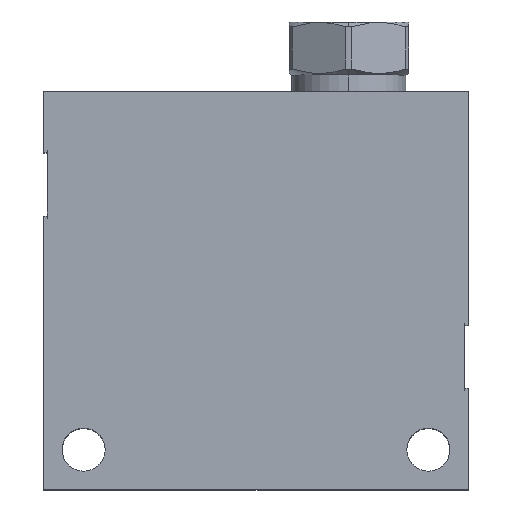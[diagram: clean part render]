
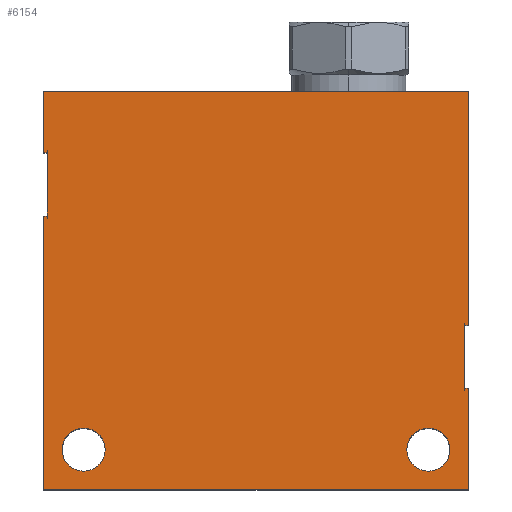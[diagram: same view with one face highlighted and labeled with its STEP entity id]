
A CAD part, top view. The second image highlights one B-rep face of the part: STEP entity #6154.
In plain terms, the highlighted planar face has unit normal (0, 0, 1).
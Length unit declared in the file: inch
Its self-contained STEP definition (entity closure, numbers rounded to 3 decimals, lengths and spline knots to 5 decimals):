
#2375=CARTESIAN_POINT('',(0.375,-3.375,3.));
#2376=DIRECTION('',(0.,0.,-1.));
#2377=DIRECTION('',(-1.,0.,0.));
#2378=AXIS2_PLACEMENT_3D('',#2375,#2376,#2377);
#2380=CARTESIAN_POINT('',(0.375,-3.375,3.));
#2381=DIRECTION('',(0.,0.,-1.));
#2382=DIRECTION('',(1.,0.,0.));
#2383=AXIS2_PLACEMENT_3D('',#2380,#2381,#2382);
#2385=CARTESIAN_POINT('',(3.625,-3.375,3.));
#2386=DIRECTION('',(0.,0.,-1.));
#2387=DIRECTION('',(-1.,0.,0.));
#2388=AXIS2_PLACEMENT_3D('',#2385,#2386,#2387);
#2390=CARTESIAN_POINT('',(3.625,-3.375,3.));
#2391=DIRECTION('',(0.,0.,-1.));
#2392=DIRECTION('',(1.,0.,0.));
#2393=AXIS2_PLACEMENT_3D('',#2390,#2391,#2392);
#2395=DIRECTION('',(0.,1.,0.));
#2396=VECTOR('',#2395,0.59582);
#2397=CARTESIAN_POINT('',(3.968,-2.79791,3.));
#2398=LINE('',#2397,#2396);
#2399=DIRECTION('',(-1.,0.,0.));
#2400=VECTOR('',#2399,0.032);
#2401=CARTESIAN_POINT('',(4.,-2.79791,3.));
#2402=LINE('',#2401,#2400);
#2403=DIRECTION('',(0.,1.,0.));
#2404=VECTOR('',#2403,0.95209);
#2405=CARTESIAN_POINT('',(4.,-3.75,3.));
#2406=LINE('',#2405,#2404);
#2407=DIRECTION('',(1.,0.,0.));
#2408=VECTOR('',#2407,4.);
#2409=CARTESIAN_POINT('',(0.,-3.75,3.));
#2410=LINE('',#2409,#2408);
#2411=DIRECTION('',(0.,-1.,0.));
#2412=VECTOR('',#2411,2.57709);
#2413=CARTESIAN_POINT('',(0.,-1.17291,3.));
#2414=LINE('',#2413,#2412);
#2415=DIRECTION('',(1.,0.,0.));
#2416=VECTOR('',#2415,0.032);
#2417=CARTESIAN_POINT('',(0.,-1.17291,3.));
#2418=LINE('',#2417,#2416);
#2419=DIRECTION('',(0.,1.,0.));
#2420=VECTOR('',#2419,0.59582);
#2421=CARTESIAN_POINT('',(0.032,-1.17291,3.));
#2422=LINE('',#2421,#2420);
#2423=DIRECTION('',(1.,0.,0.));
#2424=VECTOR('',#2423,0.032);
#2425=CARTESIAN_POINT('',(0.,-0.57709,3.));
#2426=LINE('',#2425,#2424);
#2427=DIRECTION('',(0.,-1.,0.));
#2428=VECTOR('',#2427,0.57709);
#2429=CARTESIAN_POINT('',(0.,0.,3.));
#2430=LINE('',#2429,#2428);
#2431=DIRECTION('',(-1.,0.,0.));
#2432=VECTOR('',#2431,4.);
#2433=CARTESIAN_POINT('',(4.,0.,3.));
#2434=LINE('',#2433,#2432);
#2435=DIRECTION('',(0.,1.,0.));
#2436=VECTOR('',#2435,2.20209);
#2437=CARTESIAN_POINT('',(4.,-2.20209,3.));
#2438=LINE('',#2437,#2436);
#2439=DIRECTION('',(-1.,0.,0.));
#2440=VECTOR('',#2439,0.032);
#2441=CARTESIAN_POINT('',(4.,-2.20209,3.));
#2442=LINE('',#2441,#2440);
#3583=CARTESIAN_POINT('',(0.,-3.75,3.));
#3584=CARTESIAN_POINT('',(4.,-3.75,3.));
#3585=VERTEX_POINT('',#3583);
#3586=VERTEX_POINT('',#3584);
#3587=CARTESIAN_POINT('',(4.,0.,3.));
#3588=CARTESIAN_POINT('',(0.,0.,3.));
#3589=VERTEX_POINT('',#3587);
#3590=VERTEX_POINT('',#3588);
#3591=CARTESIAN_POINT('',(0.172,-3.375,3.));
#3592=CARTESIAN_POINT('',(0.578,-3.375,3.));
#3593=VERTEX_POINT('',#3591);
#3594=VERTEX_POINT('',#3592);
#3595=CARTESIAN_POINT('',(3.422,-3.375,3.));
#3596=CARTESIAN_POINT('',(3.828,-3.375,3.));
#3597=VERTEX_POINT('',#3595);
#3598=VERTEX_POINT('',#3596);
#3760=CARTESIAN_POINT('',(0.032,-0.57709,3.));
#3762=VERTEX_POINT('',#3760);
#3764=CARTESIAN_POINT('',(0.032,-1.17291,3.));
#3766=VERTEX_POINT('',#3764);
#3775=CARTESIAN_POINT('',(0.,-0.57709,3.));
#3776=VERTEX_POINT('',#3775);
#3777=CARTESIAN_POINT('',(0.,-1.17291,3.));
#3778=VERTEX_POINT('',#3777);
#3959=CARTESIAN_POINT('',(3.968,-2.20209,3.));
#3961=VERTEX_POINT('',#3959);
#3962=CARTESIAN_POINT('',(3.968,-2.79791,3.));
#3963=VERTEX_POINT('',#3962);
#3964=CARTESIAN_POINT('',(4.,-2.79791,3.));
#3965=VERTEX_POINT('',#3964);
#3966=CARTESIAN_POINT('',(4.,-2.20209,3.));
#3967=VERTEX_POINT('',#3966);
#6120=CARTESIAN_POINT('',(0.,0.,3.));
#6121=DIRECTION('',(0.,0.,1.));
#6122=DIRECTION('',(1.,0.,0.));
#6123=AXIS2_PLACEMENT_3D('',#6120,#6121,#6122);
#6124=PLANE('',#6123);
#6125=ORIENTED_EDGE('',*,*,#4258,.F.);
#6126=ORIENTED_EDGE('',*,*,#4243,.F.);
#6127=ORIENTED_EDGE('',*,*,#6115,.F.);
#6129=ORIENTED_EDGE('',*,*,#6128,.F.);
#6130=ORIENTED_EDGE('',*,*,#5196,.F.);
#6132=ORIENTED_EDGE('',*,*,#6131,.T.);
#6133=ORIENTED_EDGE('',*,*,#5239,.T.);
#6134=ORIENTED_EDGE('',*,*,#5226,.F.);
#6135=ORIENTED_EDGE('',*,*,#5184,.F.);
#6137=ORIENTED_EDGE('',*,*,#6136,.F.);
#6138=ORIENTED_EDGE('',*,*,#6092,.F.);
#6139=ORIENTED_EDGE('',*,*,#4228,.T.);
#6140=EDGE_LOOP('',(#6125,#6126,#6127,#6129,#6130,#6132,#6133,#6134,#6135,#6137,
#6138,#6139));
#6141=FACE_OUTER_BOUND('',#6140,.F.);
#6143=ORIENTED_EDGE('',*,*,#6142,.F.);
#6145=ORIENTED_EDGE('',*,*,#6144,.F.);
#6146=EDGE_LOOP('',(#6143,#6145));
#6147=FACE_BOUND('',#6146,.F.);
#6149=ORIENTED_EDGE('',*,*,#6148,.F.);
#6151=ORIENTED_EDGE('',*,*,#6150,.F.);
#6152=EDGE_LOOP('',(#6149,#6151));
#6153=FACE_BOUND('',#6152,.F.);
#6154=ADVANCED_FACE('',(#6141,#6147,#6153),#6124,.T.);
#2379=CIRCLE('',#2378,0.203);
#2384=CIRCLE('',#2383,0.203);
#2389=CIRCLE('',#2388,0.203);
#2394=CIRCLE('',#2393,0.203);
#4228=EDGE_CURVE('',#3967,#3961,#2442,.T.);
#4243=EDGE_CURVE('',#3965,#3963,#2402,.T.);
#4258=EDGE_CURVE('',#3963,#3961,#2398,.T.);
#5184=EDGE_CURVE('',#3590,#3776,#2430,.T.);
#5196=EDGE_CURVE('',#3778,#3585,#2414,.T.);
#5226=EDGE_CURVE('',#3776,#3762,#2426,.T.);
#5239=EDGE_CURVE('',#3766,#3762,#2422,.T.);
#6092=EDGE_CURVE('',#3967,#3589,#2438,.T.);
#6115=EDGE_CURVE('',#3586,#3965,#2406,.T.);
#6128=EDGE_CURVE('',#3585,#3586,#2410,.T.);
#6131=EDGE_CURVE('',#3778,#3766,#2418,.T.);
#6136=EDGE_CURVE('',#3589,#3590,#2434,.T.);
#6142=EDGE_CURVE('',#3597,#3598,#2389,.T.);
#6144=EDGE_CURVE('',#3598,#3597,#2394,.T.);
#6148=EDGE_CURVE('',#3593,#3594,#2379,.T.);
#6150=EDGE_CURVE('',#3594,#3593,#2384,.T.);
